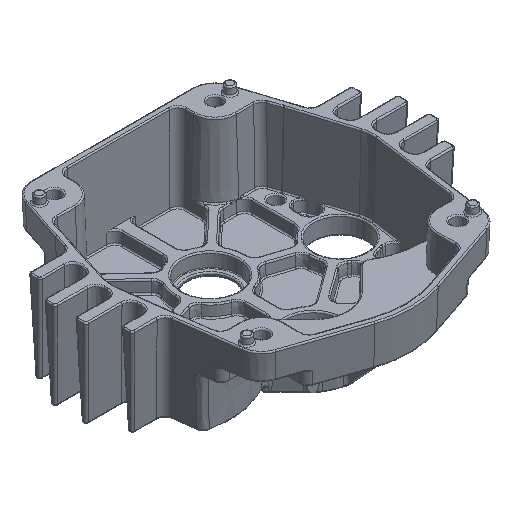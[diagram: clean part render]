
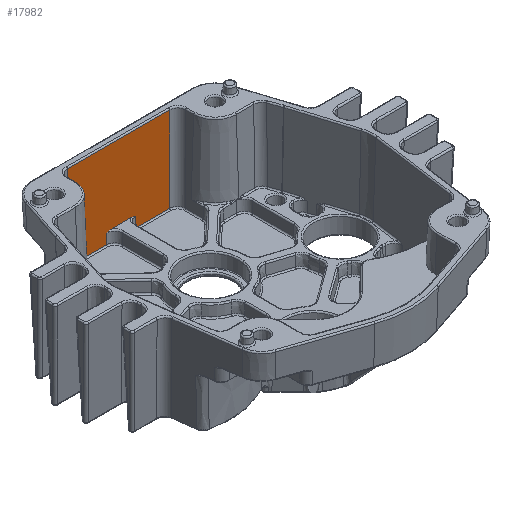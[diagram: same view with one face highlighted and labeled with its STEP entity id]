
A CAD part, isometric view. The second image highlights one B-rep face of the part: STEP entity #17982.
In plain terms, the highlighted planar face has unit normal (0, -0.999, 0.035).
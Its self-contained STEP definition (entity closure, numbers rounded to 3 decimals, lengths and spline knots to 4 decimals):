
#106=PLANE('',#19619);
#534=LINE('',#35154,#1385);
#672=LINE('',#39547,#1523);
#673=LINE('',#39549,#1524);
#674=LINE('',#39551,#1525);
#675=LINE('',#39553,#1526);
#676=LINE('',#39554,#1527);
#677=LINE('',#39567,#1528);
#678=LINE('',#39568,#1529);
#1385=VECTOR('',#22411,0.3066);
#1523=VECTOR('',#22967,1.283);
#1524=VECTOR('',#22968,1.5877);
#1525=VECTOR('',#22969,1.283);
#1526=VECTOR('',#22970,0.5182);
#1527=VECTOR('',#22971,0.1516);
#1528=VECTOR('',#22972,0.1516);
#1529=VECTOR('',#22973,0.5182);
#3466=B_SPLINE_CURVE_WITH_KNOTS('',3,(#39524,#39525,#39526,#39527,#39528,
#39529,#39530,#39531,#39532,#39533),.UNSPECIFIED.,.F.,.F.,(4,2,2,2,4),(-0.1621,
-0.1509,-0.0795,0.,0.0118),
 .UNSPECIFIED.);
#3467=B_SPLINE_CURVE_WITH_KNOTS('',3,(#39556,#39557,#39558,#39559,#39560,
#39561,#39562,#39563,#39564,#39565),.UNSPECIFIED.,.F.,.F.,(4,2,2,2,4),(0.,
0.0128,0.0944,0.1852,0.1986),
 .UNSPECIFIED.);
#4268=FACE_OUTER_BOUND('',#5579,.T.);
#5579=EDGE_LOOP('',(#14308,#14309,#14310,#14311,#14312,#14313,#14314,#14315,
#14316,#14317));
#8126=VERTEX_POINT('',#35133);
#8127=VERTEX_POINT('',#35153);
#8404=VERTEX_POINT('',#39523);
#8405=VERTEX_POINT('',#39545);
#8406=VERTEX_POINT('',#39546);
#8407=VERTEX_POINT('',#39548);
#8408=VERTEX_POINT('',#39550);
#8409=VERTEX_POINT('',#39552);
#8410=VERTEX_POINT('',#39555);
#8411=VERTEX_POINT('',#39566);
#10075=EDGE_CURVE('',#8126,#8127,#534,.T.);
#10483=EDGE_CURVE('',#8127,#8404,#3466,.T.);
#10485=EDGE_CURVE('',#8405,#8406,#672,.T.);
#10486=EDGE_CURVE('',#8406,#8407,#673,.T.);
#10487=EDGE_CURVE('',#8407,#8408,#674,.T.);
#10488=EDGE_CURVE('',#8408,#8409,#675,.T.);
#10489=EDGE_CURVE('',#8409,#8404,#676,.T.);
#10490=EDGE_CURVE('',#8126,#8410,#3467,.T.);
#10491=EDGE_CURVE('',#8410,#8411,#677,.T.);
#10492=EDGE_CURVE('',#8411,#8405,#678,.T.);
#14308=ORIENTED_EDGE('',*,*,#10485,.T.);
#14309=ORIENTED_EDGE('',*,*,#10486,.T.);
#14310=ORIENTED_EDGE('',*,*,#10487,.T.);
#14311=ORIENTED_EDGE('',*,*,#10488,.T.);
#14312=ORIENTED_EDGE('',*,*,#10489,.T.);
#14313=ORIENTED_EDGE('',*,*,#10483,.F.);
#14314=ORIENTED_EDGE('',*,*,#10075,.F.);
#14315=ORIENTED_EDGE('',*,*,#10490,.T.);
#14316=ORIENTED_EDGE('',*,*,#10491,.T.);
#14317=ORIENTED_EDGE('',*,*,#10492,.T.);
#17982=ADVANCED_FACE('',(#4268),#106,.T.);
#19619=AXIS2_PLACEMENT_3D('',#39544,#22965,#22966);
#22411=DIRECTION('',(-1.,0.,0.));
#22965=DIRECTION('center_axis',(0.,-0.999,0.035));
#22966=DIRECTION('ref_axis',(0.,-0.035,-0.999));
#22967=DIRECTION('',(0.035,0.035,0.999));
#22968=DIRECTION('',(-1.,0.,0.));
#22969=DIRECTION('',(0.035,-0.035,-0.999));
#22970=DIRECTION('',(1.,0.,0.));
#22971=DIRECTION('',(0.035,0.035,0.999));
#22972=DIRECTION('',(0.035,-0.035,-0.999));
#22973=DIRECTION('',(1.,0.,0.));
#35133=CARTESIAN_POINT('',(0.1533,2.99,0.28));
#35153=CARTESIAN_POINT('',(-0.1533,2.99,0.28));
#35154=CARTESIAN_POINT('',(1.25,2.9901,0.28));
#39523=CARTESIAN_POINT('',(-0.2256,2.9894,0.2607));
#39524=CARTESIAN_POINT('Ctrl Pts',(-0.1533,2.9901,0.28));
#39525=CARTESIAN_POINT('Ctrl Pts',(-0.155,2.9901,
0.28));
#39526=CARTESIAN_POINT('Ctrl Pts',(-0.1567,2.9901,0.2799));
#39527=CARTESIAN_POINT('Ctrl Pts',(-0.169,2.99,
0.2792));
#39528=CARTESIAN_POINT('Ctrl Pts',(-0.18,2.9899,
0.2767));
#39529=CARTESIAN_POINT('Ctrl Pts',(-0.2016,2.9897,0.2702));
#39530=CARTESIAN_POINT('Ctrl Pts',(-0.2128,2.9896,0.2658));
#39531=CARTESIAN_POINT('Ctrl Pts',(-0.2239,2.9894,
0.2614));
#39532=CARTESIAN_POINT('Ctrl Pts',(-0.2242,2.9894,
0.2613));
#39533=CARTESIAN_POINT('Ctrl Pts',(-0.2256,2.9894,0.2607));
#39544=CARTESIAN_POINT('Origin',(0.,2.9901,
0.28));
#39545=CARTESIAN_POINT('',(0.7491,2.9841,0.1093));
#39546=CARTESIAN_POINT('',(0.7939,3.0288,1.3907));
#39547=CARTESIAN_POINT('',(0.7491,2.9841,0.1093));
#39548=CARTESIAN_POINT('',(-0.7939,3.0288,1.3907));
#39549=CARTESIAN_POINT('',(0.,3.0288,1.3907));
#39550=CARTESIAN_POINT('',(-0.7491,2.9841,0.1093));
#39551=CARTESIAN_POINT('',(-0.7939,3.0288,1.3907));
#39552=CARTESIAN_POINT('',(-0.2309,2.9841,0.1093));
#39553=CARTESIAN_POINT('',(0.,2.9841,0.1093));
#39554=CARTESIAN_POINT('',(-0.2309,2.9841,0.1093));
#39555=CARTESIAN_POINT('',(0.2256,2.9894,0.2607));
#39556=CARTESIAN_POINT('Ctrl Pts',(0.1533,2.9901,0.28));
#39557=CARTESIAN_POINT('Ctrl Pts',(0.155,2.9901,0.28));
#39558=CARTESIAN_POINT('Ctrl Pts',(0.1567,2.9901,0.2799));
#39559=CARTESIAN_POINT('Ctrl Pts',(0.169,2.99,0.2792));
#39560=CARTESIAN_POINT('Ctrl Pts',(0.18,2.9899,0.2767));
#39561=CARTESIAN_POINT('Ctrl Pts',(0.2016,2.9897,0.2702));
#39562=CARTESIAN_POINT('Ctrl Pts',(0.2128,2.9896,0.2658));
#39563=CARTESIAN_POINT('Ctrl Pts',(0.2239,2.9894,0.2614));
#39564=CARTESIAN_POINT('Ctrl Pts',(0.2242,2.9894,0.2613));
#39565=CARTESIAN_POINT('Ctrl Pts',(0.2256,2.9894,0.2607));
#39566=CARTESIAN_POINT('',(0.2309,2.9841,0.1093));
#39567=CARTESIAN_POINT('',(0.2256,2.9894,0.2607));
#39568=CARTESIAN_POINT('',(0.,2.9841,0.1093));
